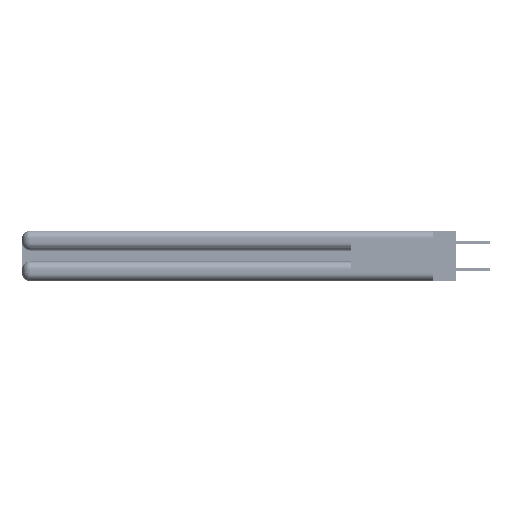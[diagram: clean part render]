
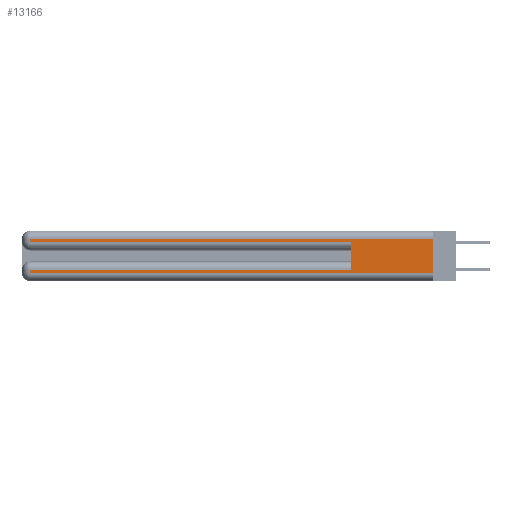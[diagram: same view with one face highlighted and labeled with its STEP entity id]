
A CAD part, left-side view. The second image highlights one B-rep face of the part: STEP entity #13166.
In plain terms, the highlighted planar face has unit normal (-1, 0, 0).
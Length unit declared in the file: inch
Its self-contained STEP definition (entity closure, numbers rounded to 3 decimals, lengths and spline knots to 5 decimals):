
#124 = VERTEX_POINT ( 'NONE', #1686 ) ;
#1686 = CARTESIAN_POINT ( 'NONE',  ( 0., 0.6, 0.085 ) ) ;
#2601 = VERTEX_POINT ( 'NONE', #6255 ) ;
#3223 = CARTESIAN_POINT ( 'NONE',  ( 0., 0., 0.37 ) ) ;
#3619 = LINE ( 'NONE', #54066, #50231 ) ;
#4179 = DIRECTION ( 'NONE',  ( 0., 0., 1. ) ) ;
#4631 = VERTEX_POINT ( 'NONE', #28150 ) ;
#6255 = CARTESIAN_POINT ( 'NONE',  ( 0., 2.94, 0.31 ) ) ;
#6286 = ORIENTED_EDGE ( 'NONE', *, *, #48346, .T. ) ;
#6804 = EDGE_CURVE ( 'NONE', #124, #47970, #24222, .T. ) ;
#6813 = DIRECTION ( 'NONE',  ( 0., -1., 0. ) ) ;
#7313 = DIRECTION ( 'NONE',  ( 0., 0., -1. ) ) ;
#10519 = DIRECTION ( 'NONE',  ( 0., 1., 0. ) ) ;
#10760 = ORIENTED_EDGE ( 'NONE', *, *, #33862, .F. ) ;
#11409 = DIRECTION ( 'NONE',  ( 1., 0., 0. ) ) ;
#11480 = AXIS2_PLACEMENT_3D ( 'NONE', #15683, #11409, #41138 ) ;
#11617 = VECTOR ( 'NONE', #14437, 39.37008 ) ;
#11690 = FACE_OUTER_BOUND ( 'NONE', #46338, .T. ) ;
#12240 = LINE ( 'NONE', #23792, #52148 ) ;
#13032 = ORIENTED_EDGE ( 'NONE', *, *, #14809, .T. ) ;
#13166 = ADVANCED_FACE ( 'NONE', ( #11690 ), #27240, .F. ) ;
#14422 = VECTOR ( 'NONE', #6813, 39.37008 ) ;
#14437 = DIRECTION ( 'NONE',  ( 0., -1., 0. ) ) ;
#14751 = VECTOR ( 'NONE', #7313, 39.37008 ) ;
#14809 = EDGE_CURVE ( 'NONE', #29550, #2601, #19439, .T. ) ;
#15009 = CARTESIAN_POINT ( 'NONE',  ( 0., 0., 0.285 ) ) ;
#15293 = EDGE_CURVE ( 'NONE', #29550, #25434, #51377, .T. ) ;
#15570 = ORIENTED_EDGE ( 'NONE', *, *, #33179, .T. ) ;
#15683 = CARTESIAN_POINT ( 'NONE',  ( 0., 0., 0.37 ) ) ;
#16220 = LINE ( 'NONE', #24661, #22853 ) ;
#19439 = LINE ( 'NONE', #28141, #32710 ) ;
#22853 = VECTOR ( 'NONE', #4179, 39.37008 ) ;
#23181 = VERTEX_POINT ( 'NONE', #29860 ) ;
#23792 = CARTESIAN_POINT ( 'NONE',  ( 0., 2.94, 0.37 ) ) ;
#24222 = LINE ( 'NONE', #33636, #27591 ) ;
#24392 = LINE ( 'NONE', #15009, #14422 ) ;
#24661 = CARTESIAN_POINT ( 'NONE',  ( 0., 0.6, 0.145 ) ) ;
#25077 = CARTESIAN_POINT ( 'NONE',  ( 0., 2.94, 0.085 ) ) ;
#25434 = VERTEX_POINT ( 'NONE', #47983 ) ;
#26474 = CARTESIAN_POINT ( 'NONE',  ( 0., 0.6, 0.285 ) ) ;
#27240 = PLANE ( 'NONE',  #11480 ) ;
#27591 = VECTOR ( 'NONE', #50434, 39.37008 ) ;
#28141 = CARTESIAN_POINT ( 'NONE',  ( 0., 0., 0.31 ) ) ;
#28150 = CARTESIAN_POINT ( 'NONE',  ( 0., 2.94, 0.285 ) ) ;
#29429 = ORIENTED_EDGE ( 'NONE', *, *, #6804, .T. ) ;
#29550 = VERTEX_POINT ( 'NONE', #34589 ) ;
#29860 = CARTESIAN_POINT ( 'NONE',  ( 0., 2.94, 0.06 ) ) ;
#32467 = DIRECTION ( 'NONE',  ( 0., 0., -1. ) ) ;
#32710 = VECTOR ( 'NONE', #10519, 39.37008 ) ;
#33179 = EDGE_CURVE ( 'NONE', #23181, #25434, #38212, .T. ) ;
#33636 = CARTESIAN_POINT ( 'NONE',  ( 0., 0., 0.085 ) ) ;
#33659 = EDGE_CURVE ( 'NONE', #2601, #4631, #3619, .T. ) ;
#33862 = EDGE_CURVE ( 'NONE', #124, #34064, #16220, .T. ) ;
#34004 = ORIENTED_EDGE ( 'NONE', *, *, #15293, .F. ) ;
#34064 = VERTEX_POINT ( 'NONE', #26474 ) ;
#34589 = CARTESIAN_POINT ( 'NONE',  ( 0., 0., 0.31 ) ) ;
#34870 = CARTESIAN_POINT ( 'NONE',  ( 0., 0., 0.06 ) ) ;
#35384 = ORIENTED_EDGE ( 'NONE', *, *, #33659, .T. ) ;
#38212 = LINE ( 'NONE', #34870, #11617 ) ;
#41138 = DIRECTION ( 'NONE',  ( 0., 0., -1. ) ) ;
#42117 = ORIENTED_EDGE ( 'NONE', *, *, #43312, .T. ) ;
#43312 = EDGE_CURVE ( 'NONE', #47970, #23181, #12240, .T. ) ;
#46338 = EDGE_LOOP ( 'NONE', ( #34004, #13032, #35384, #6286, #10760, #29429, #42117, #15570 ) ) ;
#47970 = VERTEX_POINT ( 'NONE', #25077 ) ;
#47983 = CARTESIAN_POINT ( 'NONE',  ( 0., 0., 0.06 ) ) ;
#48346 = EDGE_CURVE ( 'NONE', #4631, #34064, #24392, .T. ) ;
#48759 = DIRECTION ( 'NONE',  ( 0., 0., -1. ) ) ;
#50231 = VECTOR ( 'NONE', #32467, 39.37008 ) ;
#50434 = DIRECTION ( 'NONE',  ( 0., 1., 0. ) ) ;
#51377 = LINE ( 'NONE', #3223, #14751 ) ;
#52148 = VECTOR ( 'NONE', #48759, 39.37008 ) ;
#54066 = CARTESIAN_POINT ( 'NONE',  ( 0., 2.94, 0.37 ) ) ;
